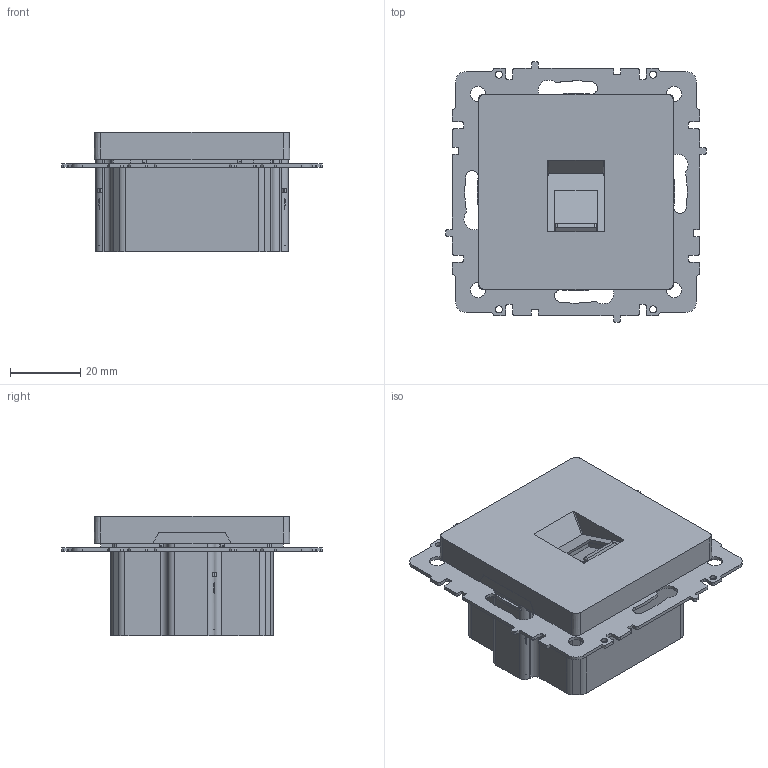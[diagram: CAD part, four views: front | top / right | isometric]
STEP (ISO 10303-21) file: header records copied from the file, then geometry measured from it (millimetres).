
FILE_DESCRIPTION (( 'STEP AP214' ), '1' );
FILE_NAME ('BRITE Ðîç. êîìï. RJ45.STEP', '2025-04-08T13:47:17', ( '' ), ( '' ), 'SwSTEP 2.0', 'SolidWorks 2022', '' );
FILE_SCHEMA (( 'AUTOMOTIVE_DESIGN' ));
Length unit declared in the file: millimetre
Products named in the file (1): BRITE Роз. комп. RJ45
Bounding box: 74.4 x 74.4 x 34.01 mm (x, y, z)
Volume: 85597.1 mm3; surface area: 25077.1 mm2
Topology: 3 solids, 3 shells, 686 faces, 2015 edges, 1338 vertices
Faces by surface type: plane 456, cylinder 188, bspline 26, cone 10, torus 6
Entity records: 23370 total; most frequent: CARTESIAN_POINT 5051, ORIENTED_EDGE 4030, DIRECTION 3583, EDGE_CURVE 2015, VECTOR 1473, LINE 1473, VERTEX_POINT 1338, AXIS2_PLACEMENT_3D 1055
